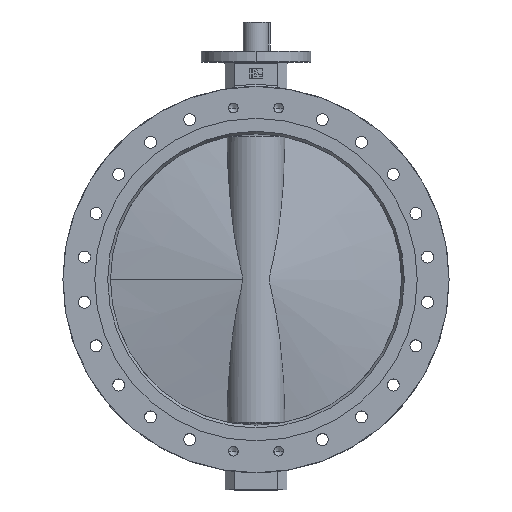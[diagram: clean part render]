
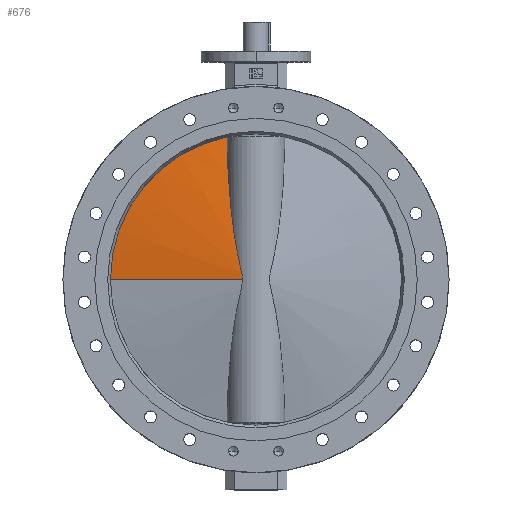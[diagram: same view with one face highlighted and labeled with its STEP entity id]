
A CAD part, top view. The second image highlights one B-rep face of the part: STEP entity #676.
In plain terms, the highlighted conical face has half-angle 79.895 degrees and reference radius 5611.26 mm.
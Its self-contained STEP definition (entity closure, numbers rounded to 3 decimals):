
#676 = ADVANCED_FACE ( 'NONE', ( #1134 ), #1149, .T. ) ;
#1134 = FACE_OUTER_BOUND ( 'NONE', #7470, .T. ) ;
#1149 = CONICAL_SURFACE ( 'NONE', #8125, 5611.261, 1.394 ) ;
#1608 = DIRECTION ( 'NONE',  ( 0., 0., 1. ) ) ;
#1609 = CARTESIAN_POINT ( 'NONE',  ( -922.5, 0., 0. ) ) ;
#1610 = DIRECTION ( 'NONE',  ( -1., 0., 0. ) ) ;
#1830 = CARTESIAN_POINT ( 'NONE',  ( 77.5, 0., 0. ) ) ;
#1831 = DIRECTION ( 'NONE',  ( -0.175, 0., 0.984 ) ) ;
#2110 = CARTESIAN_POINT ( 'NONE',  ( 9.164, 375.128, 79.526 ) ) ;
#2111 = CARTESIAN_POINT ( 'NONE',  ( 6.29, 391.538, 79.752 ) ) ;
#2116 = CARTESIAN_POINT ( 'NONE',  ( 12.036, 358.722, 79.143 ) ) ;
#2117 = CARTESIAN_POINT ( 'NONE',  ( 17.777, 325.92, 78.055 ) ) ;
#2118 = CARTESIAN_POINT ( 'NONE',  ( 20.646, 309.523, 77.348 ) ) ;
#2119 = CARTESIAN_POINT ( 'NONE',  ( 26.378, 276.739, 75.586 ) ) ;
#2120 = CARTESIAN_POINT ( 'NONE',  ( 29.243, 260.35, 74.529 ) ) ;
#2121 = CARTESIAN_POINT ( 'NONE',  ( 34.958, 227.617, 72.026 ) ) ;
#2122 = CARTESIAN_POINT ( 'NONE',  ( 37.81, 211.269, 70.579 ) ) ;
#2123 = CARTESIAN_POINT ( 'NONE',  ( 43.496, 178.615, 67.224 ) ) ;
#2124 = CARTESIAN_POINT ( 'NONE',  ( 46.33, 162.31, 65.317 ) ) ;
#2125 = CARTESIAN_POINT ( 'NONE',  ( 50.558, 137.889, 62.025 ) ) ;
#2126 = CARTESIAN_POINT ( 'NONE',  ( 51.963, 129.755, 60.855 ) ) ;
#2127 = CARTESIAN_POINT ( 'NONE',  ( 54.758, 113.514, 58.353 ) ) ;
#2128 = CARTESIAN_POINT ( 'NONE',  ( 56.148, 105.407, 57.02 ) ) ;
#2129 = CARTESIAN_POINT ( 'NONE',  ( 58.905, 89.222, 54.167 ) ) ;
#2130 = CARTESIAN_POINT ( 'NONE',  ( 60.272, 81.143, 52.647 ) ) ;
#2131 = CARTESIAN_POINT ( 'NONE',  ( 62.288, 69.047, 50.213 ) ) ;
#2132 = CARTESIAN_POINT ( 'NONE',  ( 62.954, 65.019, 49.376 ) ) ;
#2133 = CARTESIAN_POINT ( 'NONE',  ( 64.268, 56.968, 47.653 ) ) ;
#2134 = CARTESIAN_POINT ( 'NONE',  ( 64.916, 52.945, 46.767 ) ) ;
#2135 = CARTESIAN_POINT ( 'NONE',  ( 66.182, 44.903, 44.957 ) ) ;
#2136 = CARTESIAN_POINT ( 'NONE',  ( 66.801, 40.883, 44.032 ) ) ;
#2137 = CARTESIAN_POINT ( 'NONE',  ( 67.688, 34.847, 42.646 ) ) ;
#2138 = CARTESIAN_POINT ( 'NONE',  ( 67.976, 32.834, 42.184 ) ) ;
#2139 = CARTESIAN_POINT ( 'NONE',  ( 68.534, 28.803, 41.272 ) ) ;
#2140 = CARTESIAN_POINT ( 'NONE',  ( 68.803, 26.785, 40.822 ) ) ;
#2141 = CARTESIAN_POINT ( 'NONE',  ( 69.312, 22.741, 39.951 ) ) ;
#2142 = CARTESIAN_POINT ( 'NONE',  ( 69.552, 20.714, 39.531 ) ) ;
#2143 = CARTESIAN_POINT ( 'NONE',  ( 69.99, 16.644, 38.751 ) ) ;
#2144 = CARTESIAN_POINT ( 'NONE',  ( 70.188, 14.601, 38.39 ) ) ;
#2145 = CARTESIAN_POINT ( 'NONE',  ( 70.521, 10.488, 37.774 ) ) ;
#2146 = CARTESIAN_POINT ( 'NONE',  ( 70.657, 8.419, 37.518 ) ) ;
#2147 = CARTESIAN_POINT ( 'NONE',  ( 70.844, 4.241, 37.165 ) ) ;
#2148 = CARTESIAN_POINT ( 'NONE',  ( 70.894, 2.132, 37.068 ) ) ;
#2149 = CARTESIAN_POINT ( 'NONE',  ( 70.894, 0., 37.068 ) ) ;
#2153 = CARTESIAN_POINT ( 'NONE',  ( 6.29, 0., 0. ) ) ;
#2154 = DIRECTION ( 'NONE',  ( 1., 0., 0. ) ) ;
#2155 = DIRECTION ( 'NONE',  ( 0., 0., -1. ) ) ;
#2938 = VECTOR ( 'NONE', #1831, 1000. ) ;
#2942 = LINE ( 'NONE', #1830, #2938 ) ;
#2967 = CIRCLE ( 'NONE', #9313, 399.578 ) ;
#3700 = EDGE_CURVE ( 'NONE', #7769, #7765, #2942, .T. ) ;
#3725 = EDGE_CURVE ( 'NONE', #7751, #7769, #5668, .T. ) ;
#3726 = EDGE_CURVE ( 'NONE', #7751, #7765, #2967, .T. ) ;
#5668 = B_SPLINE_CURVE_WITH_KNOTS ( 'NONE', 3,
 ( #2111, #2110, #2116, #2117, #2118, #2119, #2120, #2121, #2122, #2123, #2124, #2125, #2126, #2127, #2128, #2129, #2130, #2131, #2132, #2133, #2134, #2135, #2136, #2137, #2138, #2139, #2140, #2141, #2142, #2143, #2144, #2145, #2146, #2147, #2148, #2149 ),
 .UNSPECIFIED., .F., .F.,
 ( 4, 2, 2, 2, 2, 2, 2, 2, 2, 2, 2, 2, 2, 2, 2, 2, 2, 4 ),
 ( 0.042, 0.092, 0.142, 0.192, 0.242, 0.291, 0.316, 0.341, 0.366, 0.379, 0.391, 0.404, 0.41, 0.416, 0.423, 0.429, 0.435, 0.441 ),
 .UNSPECIFIED. ) ;
#6299 = CARTESIAN_POINT ( 'NONE',  ( 6.29, 391.538, 79.752 ) ) ;
#6313 = CARTESIAN_POINT ( 'NONE',  ( 6.29, 0., 399.578 ) ) ;
#6317 = CARTESIAN_POINT ( 'NONE',  ( 70.894, 0., 37.068 ) ) ;
#7470 = EDGE_LOOP ( 'NONE', ( #8972, #8973, #8974 ) ) ;
#7751 = VERTEX_POINT ( 'NONE', #6299 ) ;
#7765 = VERTEX_POINT ( 'NONE', #6313 ) ;
#7769 = VERTEX_POINT ( 'NONE', #6317 ) ;
#8125 = AXIS2_PLACEMENT_3D ( 'NONE', #1609, #1610, #1608 ) ;
#8972 = ORIENTED_EDGE ( 'NONE', *, *, #3700, .F. ) ;
#8973 = ORIENTED_EDGE ( 'NONE', *, *, #3725, .F. ) ;
#8974 = ORIENTED_EDGE ( 'NONE', *, *, #3726, .T. ) ;
#9313 = AXIS2_PLACEMENT_3D ( 'NONE', #2153, #2154, #2155 ) ;
